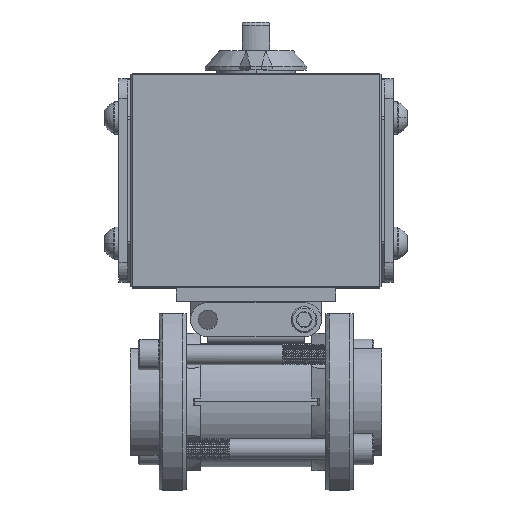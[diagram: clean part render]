
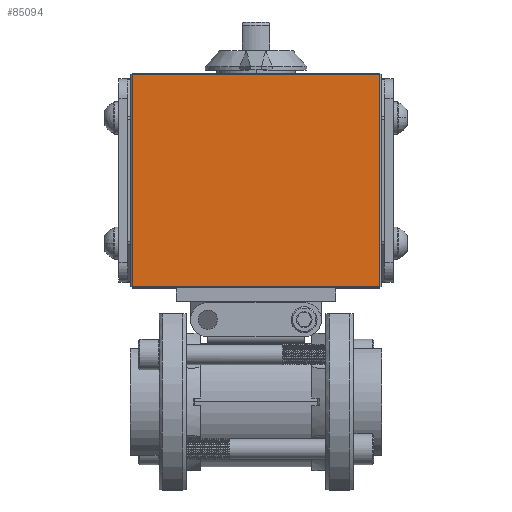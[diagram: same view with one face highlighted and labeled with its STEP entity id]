
A CAD part, top view. The second image highlights one B-rep face of the part: STEP entity #85094.
In plain terms, the highlighted planar face has unit normal (0, 0, 1).
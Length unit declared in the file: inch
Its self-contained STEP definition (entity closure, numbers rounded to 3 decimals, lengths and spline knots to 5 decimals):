
#5508 = CARTESIAN_POINT ( 'NONE',  ( 2.251, 5.954, 1.55 ) ) ;
#11752 = LINE ( 'NONE', #47796, #101806 ) ;
#13332 = EDGE_CURVE ( 'NONE', #90506, #19625, #80068, .T. ) ;
#14740 = CARTESIAN_POINT ( 'NONE',  ( -2.255, 2.094, 1.55 ) ) ;
#18797 = VERTEX_POINT ( 'NONE', #47004 ) ;
#19625 = VERTEX_POINT ( 'NONE', #103146 ) ;
#24745 = CARTESIAN_POINT ( 'NONE',  ( -2.275, 5.954, 1.55 ) ) ;
#27994 = DIRECTION ( 'NONE',  ( 0., 0., -1. ) ) ;
#31021 = ORIENTED_EDGE ( 'NONE', *, *, #13332, .T. ) ;
#31315 = ORIENTED_EDGE ( 'NONE', *, *, #67052, .T. ) ;
#35364 = LINE ( 'NONE', #83010, #56406 ) ;
#37764 = DIRECTION ( 'NONE',  ( 0., 1., 0. ) ) ;
#40072 = EDGE_LOOP ( 'NONE', ( #77499, #92897, #31315, #31021 ) ) ;
#41681 = EDGE_CURVE ( 'NONE', #19625, #104911, #35364, .T. ) ;
#44862 = FACE_OUTER_BOUND ( 'NONE', #40072, .T. ) ;
#45661 = PLANE ( 'NONE',  #51672 ) ;
#47004 = CARTESIAN_POINT ( 'NONE',  ( -2.255, 5.954, 1.55 ) ) ;
#47796 = CARTESIAN_POINT ( 'NONE',  ( -2.255, 2.074, 1.55 ) ) ;
#51672 = AXIS2_PLACEMENT_3D ( 'NONE', #54685, #27994, #90974 ) ;
#54685 = CARTESIAN_POINT ( 'NONE',  ( -2.275, 5.974, 1.55 ) ) ;
#56406 = VECTOR ( 'NONE', #37764, 39.37008 ) ;
#63603 = EDGE_CURVE ( 'NONE', #104911, #18797, #64211, .T. ) ;
#64211 = LINE ( 'NONE', #24745, #93909 ) ;
#67052 = EDGE_CURVE ( 'NONE', #18797, #90506, #11752, .T. ) ;
#77235 = VECTOR ( 'NONE', #90201, 39.37008 ) ;
#77499 = ORIENTED_EDGE ( 'NONE', *, *, #41681, .T. ) ;
#80068 = LINE ( 'NONE', #108257, #77235 ) ;
#83010 = CARTESIAN_POINT ( 'NONE',  ( 2.251, 5.974, 1.55 ) ) ;
#83665 = DIRECTION ( 'NONE',  ( 0., -1., 0. ) ) ;
#85094 = ADVANCED_FACE ( 'NONE', ( #44862 ), #45661, .F. ) ;
#87720 = DIRECTION ( 'NONE',  ( -1., 0., 0. ) ) ;
#90201 = DIRECTION ( 'NONE',  ( 1., 0., 0. ) ) ;
#90506 = VERTEX_POINT ( 'NONE', #14740 ) ;
#90974 = DIRECTION ( 'NONE',  ( 0., -1., 0. ) ) ;
#92897 = ORIENTED_EDGE ( 'NONE', *, *, #63603, .T. ) ;
#93909 = VECTOR ( 'NONE', #87720, 39.37008 ) ;
#101806 = VECTOR ( 'NONE', #83665, 39.37008 ) ;
#103146 = CARTESIAN_POINT ( 'NONE',  ( 2.251, 2.094, 1.55 ) ) ;
#104911 = VERTEX_POINT ( 'NONE', #5508 ) ;
#108257 = CARTESIAN_POINT ( 'NONE',  ( -2.275, 2.094, 1.55 ) ) ;
